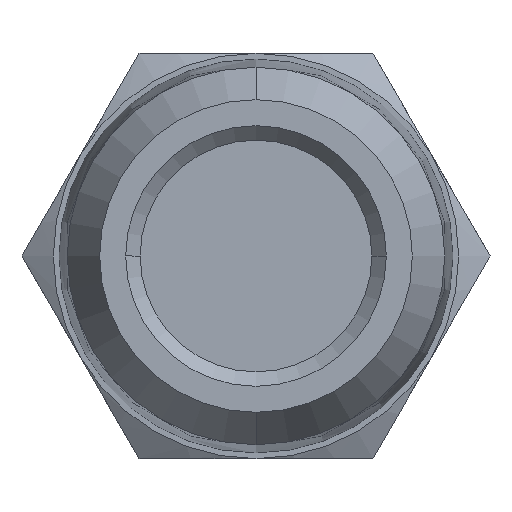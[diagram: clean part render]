
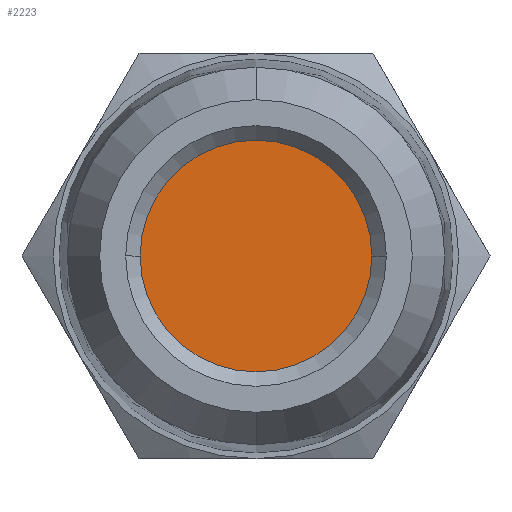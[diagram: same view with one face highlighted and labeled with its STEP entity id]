
A CAD part, front view. The second image highlights one B-rep face of the part: STEP entity #2223.
In plain terms, the highlighted planar face has unit normal (0, -1, 0).
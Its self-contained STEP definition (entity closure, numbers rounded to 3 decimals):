
#14 = EDGE_LOOP ( 'NONE', ( #1318, #1319 ) ) ;
#96 = CARTESIAN_POINT ( 'NONE',  ( 0., 2.5, 0. ) ) ;
#97 = DIRECTION ( 'NONE',  ( 0., 1., 0. ) ) ;
#98 = DIRECTION ( 'NONE',  ( 0., 0., -1. ) ) ;
#490 = EDGE_CURVE ( 'NONE', #1580, #1578, #1826, .T. ) ;
#531 = AXIS2_PLACEMENT_3D ( 'NONE', #96, #97, #98 ) ;
#608 = FACE_OUTER_BOUND ( 'NONE', #14, .T. ) ;
#759 = CARTESIAN_POINT ( 'NONE',  ( 0., 2.5, 0. ) ) ;
#760 = DIRECTION ( 'NONE',  ( 0., 1., 0. ) ) ;
#761 = DIRECTION ( 'NONE',  ( 0., 0., -1. ) ) ;
#812 = CARTESIAN_POINT ( 'NONE',  ( 0., 2.5, 0. ) ) ;
#814 = PLANE ( 'NONE',  #1240 ) ;
#816 = DIRECTION ( 'NONE',  ( 0., -1., 0. ) ) ;
#817 = DIRECTION ( 'NONE',  ( 0., 0., -1. ) ) ;
#967 = EDGE_CURVE ( 'NONE', #1578, #1580, #1927, .T. ) ;
#1190 = AXIS2_PLACEMENT_3D ( 'NONE', #759, #760, #761 ) ;
#1240 = AXIS2_PLACEMENT_3D ( 'NONE', #812, #816, #817 ) ;
#1318 = ORIENTED_EDGE ( 'NONE', *, *, #490, .F. ) ;
#1319 = ORIENTED_EDGE ( 'NONE', *, *, #967, .F. ) ;
#1578 = VERTEX_POINT ( 'NONE', #2058 ) ;
#1580 = VERTEX_POINT ( 'NONE', #2060 ) ;
#1826 = CIRCLE ( 'NONE', #531, 4. ) ;
#1927 = CIRCLE ( 'NONE', #1190, 4. ) ;
#2058 = CARTESIAN_POINT ( 'NONE',  ( 4., 2.5, 0. ) ) ;
#2060 = CARTESIAN_POINT ( 'NONE',  ( -4., 2.5, 0. ) ) ;
#2223 = ADVANCED_FACE ( 'NONE', ( #608 ), #814, .T. ) ;
